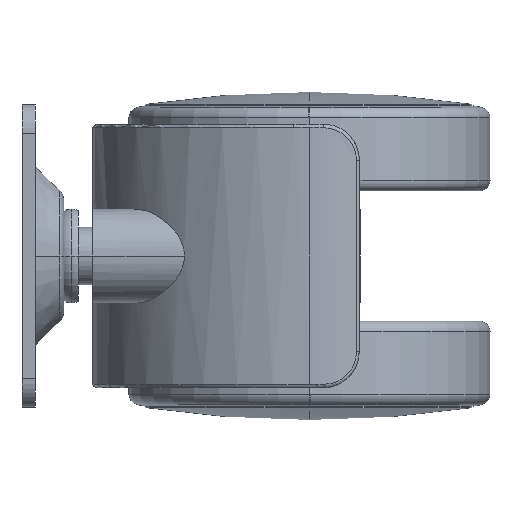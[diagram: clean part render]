
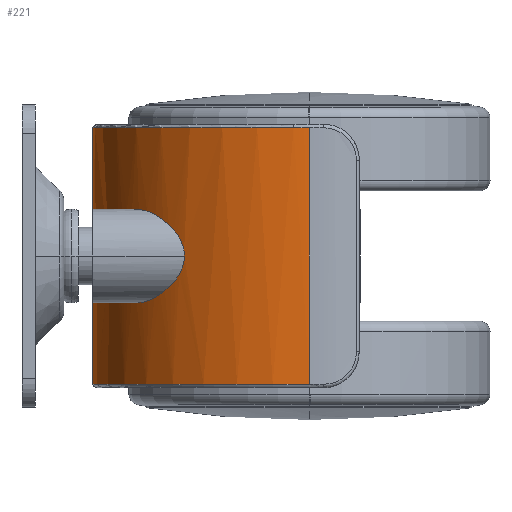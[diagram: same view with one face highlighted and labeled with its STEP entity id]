
A CAD part, left-side view. The second image highlights one B-rep face of the part: STEP entity #221.
In plain terms, the highlighted cylindrical face has radius 30 mm (diameter 60 mm), a partial arc.
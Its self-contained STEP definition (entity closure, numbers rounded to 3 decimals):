
#221=ADVANCED_FACE('',(#952,#953,#954),#955,.T.);
#952=FACE_BOUND('',#2266,.T.);
#953=FACE_BOUND('',#2267,.T.);
#954=FACE_OUTER_BOUND('',#2268,.T.);
#955=CYLINDRICAL_SURFACE('',#2269,30.0);
#2266=EDGE_LOOP('',(#6462,#6463));
#2267=EDGE_LOOP('',(#6464,#6465,#6466,#6467));
#2268=EDGE_LOOP('',(#6468,#6469,#6470,#6471,#6472,#6473));
#2269=AXIS2_PLACEMENT_3D('',#6474,#6475,#6476);
#6462=ORIENTED_EDGE('',*,*,#11414,.F.);
#6463=ORIENTED_EDGE('',*,*,#11415,.F.);
#6464=ORIENTED_EDGE('',*,*,#11416,.T.);
#6465=ORIENTED_EDGE('',*,*,#11417,.T.);
#6466=ORIENTED_EDGE('',*,*,#11418,.F.);
#6467=ORIENTED_EDGE('',*,*,#11419,.F.);
#6468=ORIENTED_EDGE('',*,*,#11420,.F.);
#6469=ORIENTED_EDGE('',*,*,#11421,.F.);
#6470=ORIENTED_EDGE('',*,*,#11422,.F.);
#6471=ORIENTED_EDGE('',*,*,#11408,.F.);
#6472=ORIENTED_EDGE('',*,*,#11423,.F.);
#6473=ORIENTED_EDGE('',*,*,#11386,.F.);
#6474=CARTESIAN_POINT('',(0.0,0.0,-18.25));
#6475=DIRECTION('',(0.0,0.0,-1.0));
#6476=DIRECTION('',(1.0,0.0,0.0));
#11386=EDGE_CURVE('',#13211,#13205,#13213,.T.);
#11408=EDGE_CURVE('',#13253,#13254,#13255,.T.);
#11414=EDGE_CURVE('',#13265,#13266,#13267,.T.);
#11415=EDGE_CURVE('',#13266,#13265,#13268,.T.);
#11416=EDGE_CURVE('',#13269,#13270,#13271,.T.);
#11417=EDGE_CURVE('',#13270,#13272,#13273,.T.);
#11418=EDGE_CURVE('',#13274,#13272,#13275,.T.);
#11419=EDGE_CURVE('',#13269,#13274,#13276,.T.);
#11420=EDGE_CURVE('',#13277,#13211,#13278,.T.);
#11421=EDGE_CURVE('',#13279,#13277,#13280,.T.);
#11422=EDGE_CURVE('',#13254,#13279,#13281,.T.);
#11423=EDGE_CURVE('',#13205,#13253,#13282,.T.);
#13205=VERTEX_POINT('',#16096);
#13211=VERTEX_POINT('',#16102);
#13213=CIRCLE('',#16104,30.0);
#13253=VERTEX_POINT('',#16153);
#13254=VERTEX_POINT('',#16154);
#13255=LINE('',#16155,#16156);
#13265=VERTEX_POINT('',#16187);
#13266=VERTEX_POINT('',#16188);
#13267=B_SPLINE_CURVE_WITH_KNOTS('',3,(#16189,#16190,#16191,#16192,#16193,#16194,#16195,#16196,#16197,#16198,#16199,#16200,#16201,#16202,#16203,#16204,#16205,#16206,#16207,#16208,#16209,#16210,#16211,#16212,#16213),.UNSPECIFIED.,.F.,.F.,(4,1,1,1,1,1,1,1,1,1,1,1,1,1,1,1,1,1,1,1,1,1,4),(0.0,0.045,0.091,0.136,0.182,0.227,0.273,0.318,0.364,0.409,0.455,0.5,0.545,0.591,0.636,0.682,0.727,0.773,0.818,0.864,0.909,0.955,1.0),.UNSPECIFIED.);
#13268=B_SPLINE_CURVE_WITH_KNOTS('',3,(#16214,#16215,#16216,#16217,#16218,#16219,#16220,#16221,#16222,#16223,#16224,#16225,#16226,#16227,#16228,#16229,#16230,#16231,#16232,#16233,#16234,#16235,#16236,#16237,#16238,#16239),.UNSPECIFIED.,.F.,.F.,(4,1,1,1,1,1,1,1,1,1,1,1,1,1,1,1,1,1,1,1,1,1,1,4),(0.0,0.043,0.087,0.13,0.174,0.217,0.261,0.304,0.348,0.391,0.435,0.478,0.522,0.565,0.609,0.652,0.696,0.739,0.783,0.826,0.87,0.913,0.957,1.0),.UNSPECIFIED.);
#13269=VERTEX_POINT('',#16240);
#13270=VERTEX_POINT('',#16241);
#13271=LINE('',#16242,#16243);
#13272=VERTEX_POINT('',#16244);
#13273=CIRCLE('',#16245,30.0);
#13274=VERTEX_POINT('',#16246);
#13275=LINE('',#16247,#16248);
#13276=CIRCLE('',#16249,30.0);
#13277=VERTEX_POINT('',#16250);
#13278=LINE('',#16251,#16252);
#13279=VERTEX_POINT('',#16253);
#13280=CIRCLE('',#16254,30.0);
#13281=CIRCLE('',#16255,30.0);
#13282=CIRCLE('',#16256,30.0);
#16096=CARTESIAN_POINT('',(-29.919,2.197,17.75));
#16102=CARTESIAN_POINT('',(30.0,0.,17.75));
#16104=AXIS2_PLACEMENT_3D('',#21159,#21160,#21161);
#16153=CARTESIAN_POINT('',(-30.0,0.,17.75));
#16154=CARTESIAN_POINT('',(-30.0,0.,-17.75));
#16155=CARTESIAN_POINT('',(-30.0,0.,0.));
#16156=VECTOR('',#21207,1.0);
#16187=CARTESIAN_POINT('',(-11.5,27.708,0.0));
#16188=CARTESIAN_POINT('',(-24.5,17.313,0.0));
#16189=CARTESIAN_POINT('',(-11.5,27.708,0.0));
#16190=CARTESIAN_POINT('',(-11.5,27.708,-0.425));
#16191=CARTESIAN_POINT('',(-11.582,27.674,-1.242));
#16192=CARTESIAN_POINT('',(-11.914,27.534,-2.378));
#16193=CARTESIAN_POINT('',(-12.423,27.31,-3.403));
#16194=CARTESIAN_POINT('',(-13.11,26.988,-4.334));
#16195=CARTESIAN_POINT('',(-13.96,26.561,-5.138));
#16196=CARTESIAN_POINT('',(-14.954,26.017,-5.781));
#16197=CARTESIAN_POINT('',(-16.,25.387,-6.218));
#16198=CARTESIAN_POINT('',(-17.04,24.7,-6.454));
#16199=CARTESIAN_POINT('',(-17.999,24.012,-6.525));
#16200=CARTESIAN_POINT('',(-19.047,23.192,-6.445));
#16201=CARTESIAN_POINT('',(-20.074,22.307,-6.189));
#16202=CARTESIAN_POINT('',(-20.983,21.452,-5.801));
#16203=CARTESIAN_POINT('',(-21.757,20.664,-5.328));
#16204=CARTESIAN_POINT('',(-22.397,19.965,-4.808));
#16205=CARTESIAN_POINT('',(-22.907,19.376,-4.282));
#16206=CARTESIAN_POINT('',(-23.317,18.879,-3.757));
#16207=CARTESIAN_POINT('',(-23.652,18.457,-3.23));
#16208=CARTESIAN_POINT('',(-23.93,18.095,-2.686));
#16209=CARTESIAN_POINT('',(-24.166,17.777,-2.091));
#16210=CARTESIAN_POINT('',(-24.354,17.519,-1.431));
#16211=CARTESIAN_POINT('',(-24.473,17.351,-0.721));
#16212=CARTESIAN_POINT('',(-24.5,17.313,-0.243));
#16213=CARTESIAN_POINT('',(-24.5,17.313,0.0));
#16214=CARTESIAN_POINT('',(-24.5,17.313,0.0));
#16215=CARTESIAN_POINT('',(-24.5,17.313,0.232));
#16216=CARTESIAN_POINT('',(-24.476,17.348,0.69));
#16217=CARTESIAN_POINT('',(-24.366,17.502,1.372));
#16218=CARTESIAN_POINT('',(-24.193,17.74,2.007));
#16219=CARTESIAN_POINT('',(-23.973,18.037,2.587));
#16220=CARTESIAN_POINT('',(-23.715,18.376,3.115));
#16221=CARTESIAN_POINT('',(-23.406,18.768,3.626));
#16222=CARTESIAN_POINT('',(-23.031,19.227,4.132));
#16223=CARTESIAN_POINT('',(-22.572,19.767,4.639));
#16224=CARTESIAN_POINT('',(-22.,20.403,5.145));
#16225=CARTESIAN_POINT('',(-21.306,21.129,5.619));
#16226=CARTESIAN_POINT('',(-20.494,21.92,6.027));
#16227=CARTESIAN_POINT('',(-19.561,22.758,6.337));
#16228=CARTESIAN_POINT('',(-18.563,23.579,6.501));
#16229=CARTESIAN_POINT('',(-17.608,24.298,6.51));
#16230=CARTESIAN_POINT('',(-16.681,24.944,6.39));
#16231=CARTESIAN_POINT('',(-15.672,25.59,6.101));
#16232=CARTESIAN_POINT('',(-14.685,26.168,5.628));
#16233=CARTESIAN_POINT('',(-13.763,26.663,4.972));
#16234=CARTESIAN_POINT('',(-12.986,27.048,4.185));
#16235=CARTESIAN_POINT('',(-12.354,27.34,3.282));
#16236=CARTESIAN_POINT('',(-11.885,27.546,2.296));
#16237=CARTESIAN_POINT('',(-11.577,27.677,1.2));
#16238=CARTESIAN_POINT('',(-11.5,27.708,0.411));
#16239=CARTESIAN_POINT('',(-11.5,27.708,0.0));
#16240=CARTESIAN_POINT('',(29.691,4.296,-2.55));
#16241=CARTESIAN_POINT('',(29.691,4.296,2.55));
#16242=CARTESIAN_POINT('',(29.691,4.296,-2.55));
#16243=VECTOR('',#21215,5.1);
#16244=CARTESIAN_POINT('',(22.514,19.827,2.55));
#16245=AXIS2_PLACEMENT_3D('',#21216,#21217,#21218);
#16246=CARTESIAN_POINT('',(22.514,19.827,-2.55));
#16247=CARTESIAN_POINT('',(22.514,19.827,-2.55));
#16248=VECTOR('',#21219,5.1);
#16249=AXIS2_PLACEMENT_3D('',#21220,#21221,#21222);
#16250=CARTESIAN_POINT('',(30.0,0.,-17.75));
#16251=CARTESIAN_POINT('',(30.0,0.,0.));
#16252=VECTOR('',#21223,1.0);
#16253=CARTESIAN_POINT('',(29.919,2.197,-17.75));
#16254=AXIS2_PLACEMENT_3D('',#21224,#21225,#21226);
#16255=AXIS2_PLACEMENT_3D('',#21227,#21228,#21229);
#16256=AXIS2_PLACEMENT_3D('',#21230,#21231,#21232);
#21159=CARTESIAN_POINT('',(0.0,0.0,17.75));
#21160=DIRECTION('',(0.0,0.0,1.0));
#21161=DIRECTION('',(0.998,-0.065,0.0));
#21207=DIRECTION('',(0.0,0.0,-1.0));
#21215=DIRECTION('',(0.0,0.0,1.0));
#21216=CARTESIAN_POINT('',(0.0,0.0,2.55));
#21217=DIRECTION('',(0.0,-0.0,1.0));
#21218=DIRECTION('',(0.99,0.143,0.0));
#21219=DIRECTION('',(0.0,0.0,1.0));
#21220=CARTESIAN_POINT('',(0.0,0.0,-2.55));
#21221=DIRECTION('',(0.0,-0.0,1.0));
#21222=DIRECTION('',(0.99,0.143,0.0));
#21223=DIRECTION('',(-0.0,-0.0,1.0));
#21224=CARTESIAN_POINT('',(0.0,0.0,-17.75));
#21225=DIRECTION('',(-0.0,0.0,-1.0));
#21226=DIRECTION('',(-0.998,-0.065,0.0));
#21227=CARTESIAN_POINT('',(0.0,0.0,-17.75));
#21228=DIRECTION('',(-0.0,0.0,-1.0));
#21229=DIRECTION('',(-0.998,-0.065,0.0));
#21230=CARTESIAN_POINT('',(0.0,0.0,17.75));
#21231=DIRECTION('',(0.0,0.0,1.0));
#21232=DIRECTION('',(0.998,-0.065,0.0));
